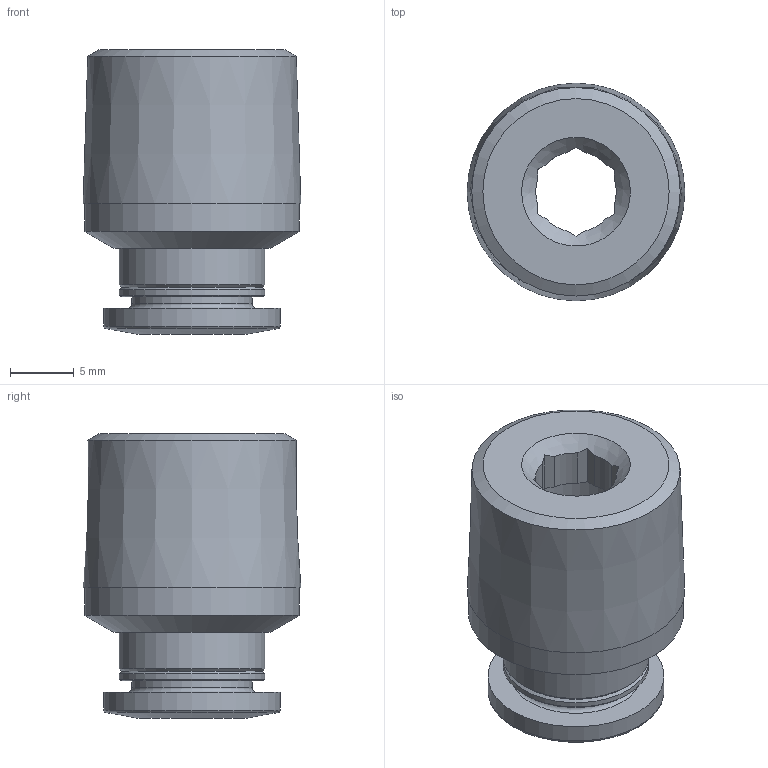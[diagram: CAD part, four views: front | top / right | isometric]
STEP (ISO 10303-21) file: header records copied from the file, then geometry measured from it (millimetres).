
FILE_DESCRIPTION(/* description */ ('STEP AP214'),/* implementation_level */ '2;1');
FILE_NAME(/* name */ '153017_QS-3_8-8-I',/* time_stamp */ '2024-09-14T06:27:14+02:00',/* author */ ('License CC BY-ND 4.0'),/* organization */ ('CADENAS'),/* preprocessor_version */ 'ST-DEVELOPER v19.3',/* originating_system */ 'PARTsolutions',/* authorisation */ ' ');
FILE_SCHEMA (('AUTOMOTIVE_DESIGN {1 0 10303 214 3 1 1}'));
Length unit declared in the file: millimetre
Products named in the file (1): 153017 QS-3/8-8-I
Bounding box: 17.01 x 17.01 x 22.2 mm (x, y, z)
Volume: 2970 mm3; surface area: 2023.5 mm2
Topology: 1 solids, 1 shells, 41 faces, 94 edges, 59 vertices
Faces by surface type: plane 18, cylinder 12, cone 8, torus 3
Full cylindrical faces by diameter (mm): 8 x1, 9.4 x1, 11.4 x2, 13.8 x1, 16.8 x1
Entity records: 1387 total; most frequent: CARTESIAN_POINT 212, DIRECTION 182, ORIENTED_EDGE 152, EDGE_CURVE 76, AXIS2_PLACEMENT_3D 76, EDGE_LOOP 64, FACE_BOUND 64, VERTEX_POINT 58
